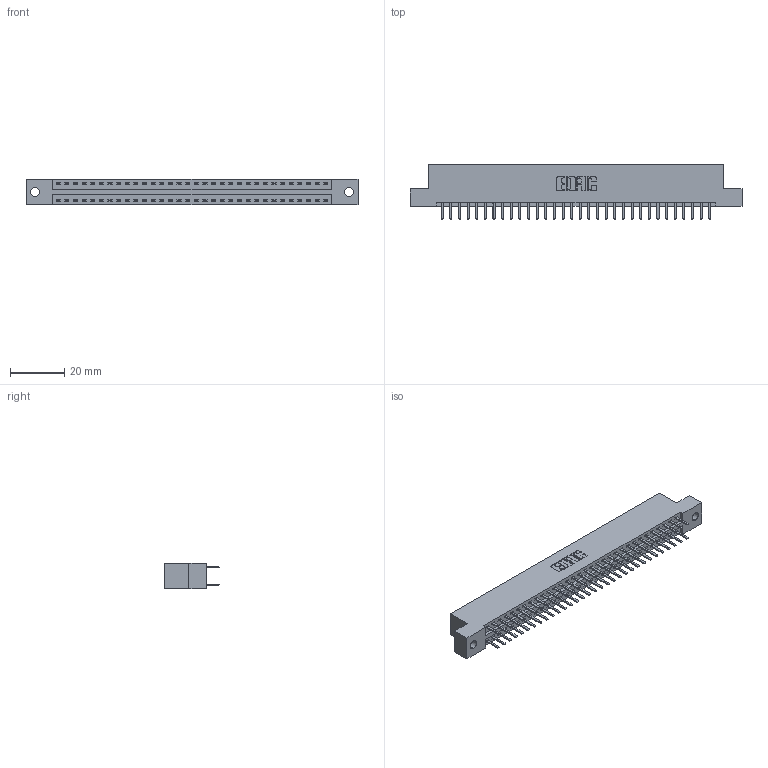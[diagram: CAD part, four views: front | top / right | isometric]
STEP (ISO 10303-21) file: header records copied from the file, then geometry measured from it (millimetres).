
FILE_DESCRIPTION (( 'STEP AP203' ), '1' );
FILE_NAME ('346-064-520-202.STEP', '2022-05-24T14:50:10', ( '' ), ( '' ), 'SwSTEP 2.0', 'SolidWorks 2020', '' );
FILE_SCHEMA (( 'CONFIG_CONTROL_DESIGN' ));
Length unit declared in the file: inch
Products named in the file (3): 346-064-520-202; 345-292-001_345-293-120; 346 Part_Flush Mounting Lugs - 0.128 Dia
Assembly tree (65 placements, depth 2):
  346-064-520-202
    346 Part_Flush Mounting Lugs - 0.128 Dia
    345-292-001_345-293-120  x64
Bounding box: 122.17 x 20.02 x 9.4 mm (x, y, z)
Volume: 11771 mm3; surface area: 15687.7 mm2
Topology: 65 solids, 65 shells, 3706 faces, 10761 edges, 7002 vertices
Faces by surface type: plane 2444, cylinder 1262
Entity records: 22347 total; most frequent: CARTESIAN_POINT 3708, ORIENTED_EDGE 3630, DIRECTION 3307, EDGE_CURVE 1815, VECTOR 1551, LINE 1551, VERTEX_POINT 1206, AXIS2_PLACEMENT_3D 878
